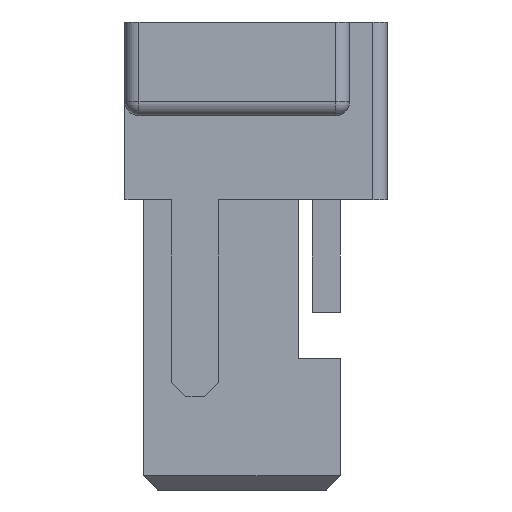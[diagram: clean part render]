
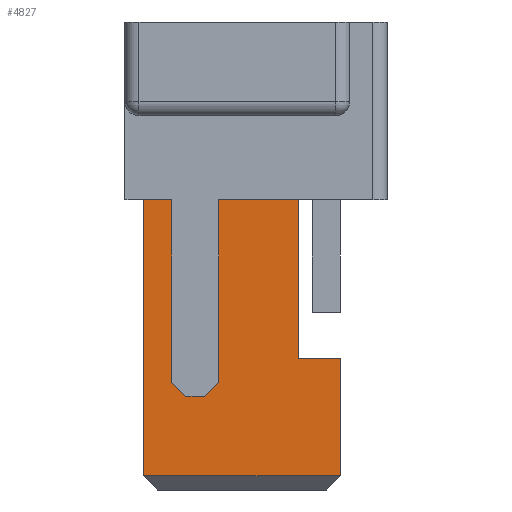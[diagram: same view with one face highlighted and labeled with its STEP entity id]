
A CAD part, left-side view. The second image highlights one B-rep face of the part: STEP entity #4827.
In plain terms, the highlighted planar face has unit normal (-1, 0, 0).
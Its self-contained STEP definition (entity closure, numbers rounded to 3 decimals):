
#185=ORIENTED_EDGE('',*,*,#1502,.F.);
#186=ORIENTED_EDGE('',*,*,#1621,.F.);
#187=ORIENTED_EDGE('',*,*,#1622,.T.);
#188=ORIENTED_EDGE('',*,*,#1623,.F.);
#189=ORIENTED_EDGE('',*,*,#1624,.F.);
#190=ORIENTED_EDGE('',*,*,#1625,.T.);
#191=ORIENTED_EDGE('',*,*,#1626,.F.);
#192=ORIENTED_EDGE('',*,*,#1627,.T.);
#193=ORIENTED_EDGE('',*,*,#1628,.F.);
#194=ORIENTED_EDGE('',*,*,#1629,.F.);
#195=ORIENTED_EDGE('',*,*,#1630,.T.);
#196=ORIENTED_EDGE('',*,*,#1631,.T.);
#1502=EDGE_CURVE('',#2221,#2222,#2683,.T.);
#1621=EDGE_CURVE('',#2338,#2221,#2796,.T.);
#1622=EDGE_CURVE('',#2338,#2339,#2797,.T.);
#1623=EDGE_CURVE('',#2340,#2339,#2798,.T.);
#1624=EDGE_CURVE('',#2341,#2340,#2799,.T.);
#1625=EDGE_CURVE('',#2341,#2342,#2800,.F.);
#1626=EDGE_CURVE('',#2343,#2342,#2801,.T.);
#1627=EDGE_CURVE('',#2343,#2344,#2802,.F.);
#1628=EDGE_CURVE('',#2345,#2344,#2803,.T.);
#1629=EDGE_CURVE('',#2346,#2345,#2804,.T.);
#1630=EDGE_CURVE('',#2346,#2347,#2805,.T.);
#1631=EDGE_CURVE('',#2347,#2222,#2806,.T.);
#2221=VERTEX_POINT('',#6610);
#2222=VERTEX_POINT('',#6611);
#2338=VERTEX_POINT('',#6849);
#2339=VERTEX_POINT('',#6851);
#2340=VERTEX_POINT('',#6853);
#2341=VERTEX_POINT('',#6855);
#2342=VERTEX_POINT('',#6857);
#2343=VERTEX_POINT('',#6859);
#2344=VERTEX_POINT('',#6861);
#2345=VERTEX_POINT('',#6863);
#2346=VERTEX_POINT('',#6865);
#2347=VERTEX_POINT('',#6867);
#2683=LINE('',#6609,#3378);
#2796=LINE('',#6848,#3491);
#2797=LINE('',#6850,#3492);
#2798=LINE('',#6852,#3493);
#2799=LINE('',#6854,#3494);
#2800=LINE('',#6856,#3495);
#2801=LINE('',#6858,#3496);
#2802=LINE('',#6860,#3497);
#2803=LINE('',#6862,#3498);
#2804=LINE('',#6864,#3499);
#2805=LINE('',#6866,#3500);
#2806=LINE('',#6868,#3501);
#3378=VECTOR('',#5366,1000.);
#3491=VECTOR('',#5497,1000.);
#3492=VECTOR('',#5498,1000.);
#3493=VECTOR('',#5499,1000.);
#3494=VECTOR('',#5500,1000.);
#3495=VECTOR('',#5501,1000.);
#3496=VECTOR('',#5502,1000.);
#3497=VECTOR('',#5503,1000.);
#3498=VECTOR('',#5504,1000.);
#3499=VECTOR('',#5505,1000.);
#3500=VECTOR('',#5506,1000.);
#3501=VECTOR('',#5507,1000.);
#4081=EDGE_LOOP('',(#185,#186,#187,#188,#189,#190,#191,#192,#193,#194,#195,
#196));
#4340=FACE_BOUND('',#4081,.T.);
#4594=PLANE('',#5097);
#4827=ADVANCED_FACE('',(#4340),#4594,.T.);
#5097=AXIS2_PLACEMENT_3D('',#6847,#5495,#5496);
#5366=DIRECTION('',(0.,0.,-1.));
#5495=DIRECTION('',(-1.,0.,0.));
#5496=DIRECTION('',(0.,0.,1.));
#5497=DIRECTION('',(0.,-1.,0.));
#5498=DIRECTION('',(0.,0.,1.));
#5499=DIRECTION('',(0.,-1.,0.));
#5500=DIRECTION('',(0.,0.,1.));
#5501=DIRECTION('',(0.,-0.707,0.707));
#5502=DIRECTION('',(0.,-1.,0.));
#5503=DIRECTION('',(0.,-0.707,-0.707));
#5504=DIRECTION('',(0.,0.,-1.));
#5505=DIRECTION('',(0.,-1.,0.));
#5506=DIRECTION('',(0.,0.,-1.));
#5507=DIRECTION('',(0.,-1.,0.));
#6609=CARTESIAN_POINT('',(-2.7,-0.9,0.6));
#6610=CARTESIAN_POINT('',(-2.7,-0.9,-1.1));
#6611=CARTESIAN_POINT('',(-2.7,-0.9,-2.35));
#6847=CARTESIAN_POINT('',(-2.7,0.,0.));
#6848=CARTESIAN_POINT('',(-2.7,-0.45,-1.1));
#6849=CARTESIAN_POINT('',(-2.7,-0.45,-1.1));
#6850=CARTESIAN_POINT('',(-2.7,-0.45,-1.1));
#6851=CARTESIAN_POINT('',(-2.7,-0.45,0.6));
#6852=CARTESIAN_POINT('',(-2.7,0.4,0.6));
#6853=CARTESIAN_POINT('',(-2.7,0.4,0.6));
#6854=CARTESIAN_POINT('',(-2.7,0.4,-1.5));
#6855=CARTESIAN_POINT('',(-2.7,0.4,-1.35));
#6856=CARTESIAN_POINT('',(-2.7,0.4,-1.35));
#6857=CARTESIAN_POINT('',(-2.7,0.55,-1.5));
#6858=CARTESIAN_POINT('',(-2.7,0.9,-1.5));
#6859=CARTESIAN_POINT('',(-2.7,0.75,-1.5));
#6860=CARTESIAN_POINT('',(-2.7,0.75,-1.5));
#6861=CARTESIAN_POINT('',(-2.7,0.9,-1.35));
#6862=CARTESIAN_POINT('',(-2.7,0.9,0.6));
#6863=CARTESIAN_POINT('',(-2.7,0.9,0.6));
#6864=CARTESIAN_POINT('',(-2.7,1.4,0.6));
#6865=CARTESIAN_POINT('',(-2.7,1.2,0.6));
#6866=CARTESIAN_POINT('',(-2.7,1.2,0.6));
#6867=CARTESIAN_POINT('',(-2.7,1.2,-2.35));
#6868=CARTESIAN_POINT('',(-2.7,0.,-2.35));
